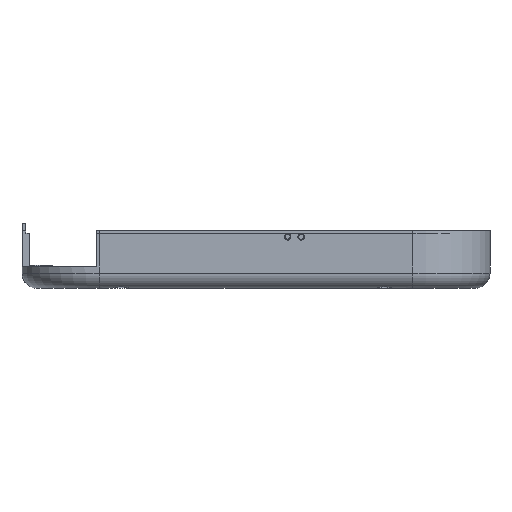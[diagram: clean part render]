
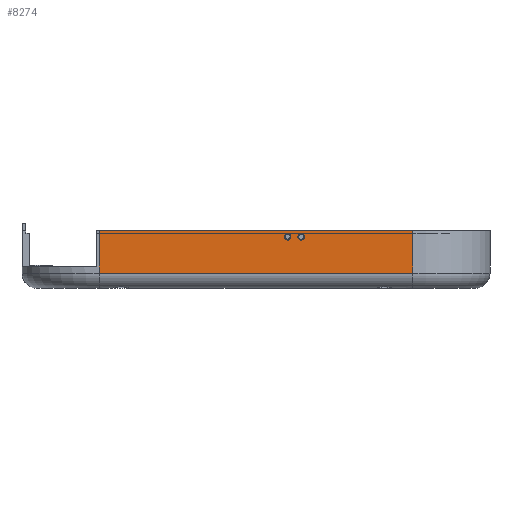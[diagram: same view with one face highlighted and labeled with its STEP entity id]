
A CAD part, left-side view. The second image highlights one B-rep face of the part: STEP entity #8274.
In plain terms, the highlighted planar face has unit normal (-1, 0, 0).
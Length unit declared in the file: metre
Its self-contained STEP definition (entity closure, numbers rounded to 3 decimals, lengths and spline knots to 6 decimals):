
#551=CIRCLE('',#9012,0.00065);
#552=CIRCLE('',#9013,0.00065);
#1526=ORIENTED_EDGE('',*,*,#3886,.T.);
#1527=ORIENTED_EDGE('',*,*,#3887,.T.);
#1528=ORIENTED_EDGE('',*,*,#3883,.T.);
#1529=ORIENTED_EDGE('',*,*,#3888,.T.);
#1530=ORIENTED_EDGE('',*,*,#3889,.F.);
#1531=ORIENTED_EDGE('',*,*,#3306,.F.);
#3306=EDGE_CURVE('',#4550,#4551,#5329,.T.);
#3883=EDGE_CURVE('',#4550,#5033,#5697,.T.);
#3886=EDGE_CURVE('',#5035,#5035,#551,.T.);
#3887=EDGE_CURVE('',#5036,#5036,#552,.T.);
#3888=EDGE_CURVE('',#5033,#5037,#5700,.T.);
#3889=EDGE_CURVE('',#4551,#5037,#5701,.T.);
#4550=VERTEX_POINT('',#12275);
#4551=VERTEX_POINT('',#12277);
#5033=VERTEX_POINT('',#13404);
#5035=VERTEX_POINT('',#13412);
#5036=VERTEX_POINT('',#13414);
#5037=VERTEX_POINT('',#13416);
#5329=LINE('',#12276,#6119);
#5697=LINE('',#13405,#6487);
#5700=LINE('',#13415,#6490);
#5701=LINE('',#13417,#6491);
#6119=VECTOR('',#9703,1.);
#6487=VECTOR('',#10627,1.);
#6490=VECTOR('',#10638,1.);
#6491=VECTOR('',#10639,1.);
#6977=EDGE_LOOP('',(#1526));
#6978=EDGE_LOOP('',(#1527));
#6979=EDGE_LOOP('',(#1528,#1529,#1530,#1531));
#7526=FACE_BOUND('',#6977,.T.);
#7527=FACE_BOUND('',#6978,.T.);
#7528=FACE_BOUND('',#6979,.T.);
#8016=PLANE('',#9011);
#8274=ADVANCED_FACE('',(#7526,#7527,#7528),#8016,.F.);
#9011=AXIS2_PLACEMENT_3D('',#13410,#10632,#10633);
#9012=AXIS2_PLACEMENT_3D('',#13411,#10634,#10635);
#9013=AXIS2_PLACEMENT_3D('',#13413,#10636,#10637);
#9703=DIRECTION('',(0.,-1.,0.));
#10627=DIRECTION('',(0.,0.,-1.));
#10632=DIRECTION('',(1.,0.,0.));
#10633=DIRECTION('',(0.,0.,-1.));
#10634=DIRECTION('',(1.,0.,0.));
#10635=DIRECTION('',(0.,0.,-1.));
#10636=DIRECTION('',(1.,0.,0.));
#10637=DIRECTION('',(0.,0.,-1.));
#10638=DIRECTION('',(0.,-1.,0.));
#10639=DIRECTION('',(0.,0.,-1.));
#12275=CARTESIAN_POINT('',(0.567169,0.084662,0.0112));
#12276=CARTESIAN_POINT('',(0.567169,0.054187,0.0112));
#12277=CARTESIAN_POINT('',(0.567169,0.023712,0.0112));
#13404=CARTESIAN_POINT('',(0.567169,0.084662,0.003));
#13405=CARTESIAN_POINT('',(0.567169,0.084662,0.0015));
#13410=CARTESIAN_POINT('',(0.567169,0.054187,0.0015));
#13411=CARTESIAN_POINT('',(0.567169,0.048046,0.010052));
#13412=CARTESIAN_POINT('',(0.567169,0.048046,0.009402));
#13413=CARTESIAN_POINT('',(0.567169,0.045396,0.010052));
#13414=CARTESIAN_POINT('',(0.567169,0.045396,0.009402));
#13415=CARTESIAN_POINT('',(0.567169,0.054187,0.003));
#13416=CARTESIAN_POINT('',(0.567169,0.023712,0.003));
#13417=CARTESIAN_POINT('',(0.567169,0.023712,0.0015));
